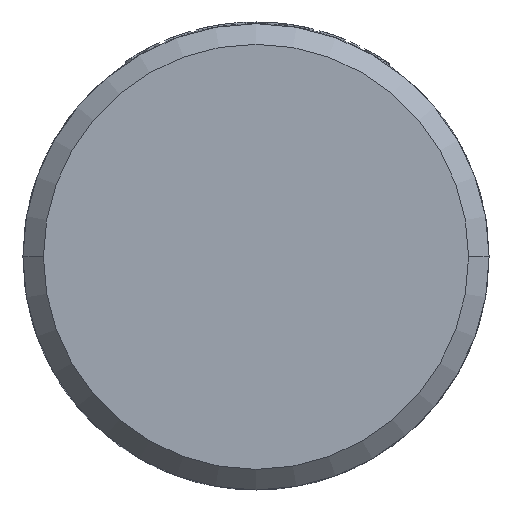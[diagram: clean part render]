
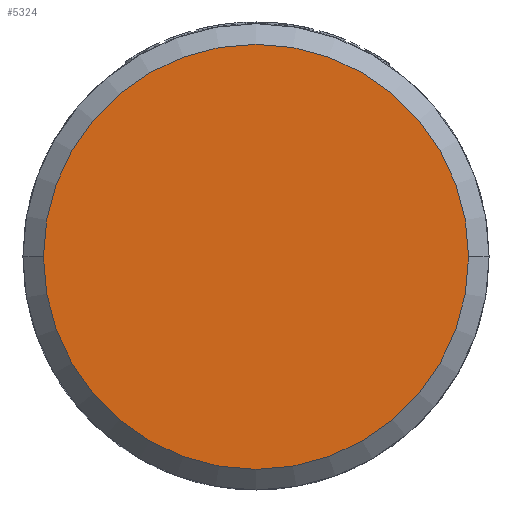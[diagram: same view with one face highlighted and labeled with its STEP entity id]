
A CAD part, front view. The second image highlights one B-rep face of the part: STEP entity #5324.
In plain terms, the highlighted planar face has unit normal (0, -1, 0).
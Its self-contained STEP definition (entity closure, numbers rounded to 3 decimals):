
#6=CARTESIAN_POINT('',(0.,0.,0.));
#7=DIRECTION('',(0.,-1.,0.));
#8=DIRECTION('',(1.,0.,0.));
#9=AXIS2_PLACEMENT_3D('',#6,#7,#8);
#3972=CARTESIAN_POINT('',(0.,0.,0.));
#3973=DIRECTION('',(0.,1.,0.));
#3974=DIRECTION('',(1.,0.,0.));
#3975=AXIS2_PLACEMENT_3D('',#3972,#3973,#3974);
#5099=CARTESIAN_POINT('',(31.,0.,0.));
#5100=CARTESIAN_POINT('',(-31.,0.,0.));
#5101=VERTEX_POINT('',#5099);
#5102=VERTEX_POINT('',#5100);
#5313=CARTESIAN_POINT('',(0.,0.,0.));
#5314=DIRECTION('',(0.,-1.,0.));
#5315=DIRECTION('',(-1.,0.,0.));
#5316=AXIS2_PLACEMENT_3D('',#5313,#5314,#5315);
#5317=PLANE('',#5316);
#5319=ORIENTED_EDGE('',*,*,#5318,.F.);
#5321=ORIENTED_EDGE('',*,*,#5320,.T.);
#5322=EDGE_LOOP('',(#5319,#5321));
#5323=FACE_OUTER_BOUND('',#5322,.F.);
#5324=ADVANCED_FACE('',(#5323),#5317,.T.);
#10=CIRCLE('',#9,31.);
#3976=CIRCLE('',#3975,31.);
#5318=EDGE_CURVE('',#5101,#5102,#10,.T.);
#5320=EDGE_CURVE('',#5101,#5102,#3976,.T.);
